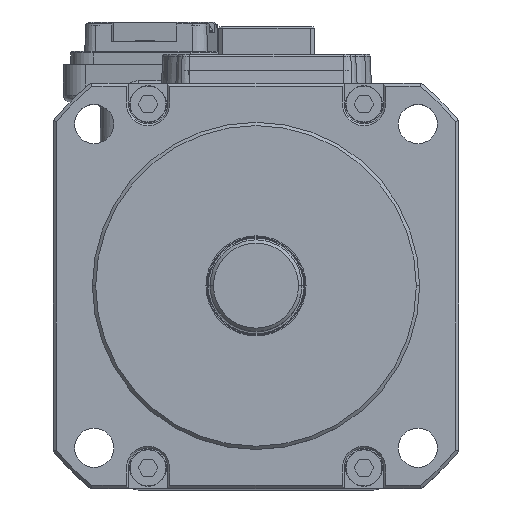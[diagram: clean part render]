
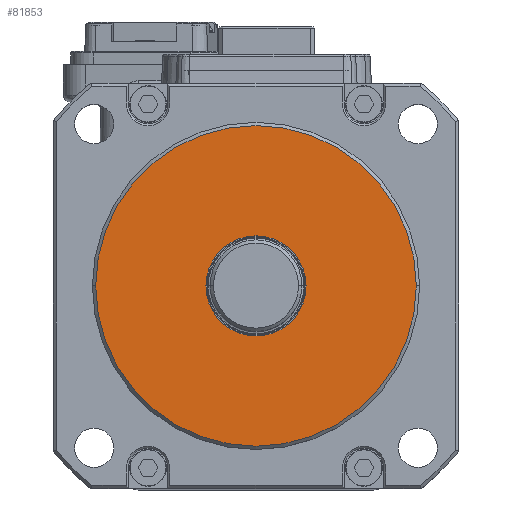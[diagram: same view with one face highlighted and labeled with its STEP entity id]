
A CAD part, top view. The second image highlights one B-rep face of the part: STEP entity #81853.
In plain terms, the highlighted planar face has unit normal (0, 0, 1).
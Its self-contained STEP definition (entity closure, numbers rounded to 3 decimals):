
#927 = AXIS2_PLACEMENT_3D ( 'NONE', #9723, #9706, #9691 ) ;
#943 = CIRCLE ( 'NONE', #927, 24.5 ) ;
#9691 = DIRECTION ( 'NONE',  ( 1., 0., 0. ) ) ;
#9706 = DIRECTION ( 'NONE',  ( 0., 0., 1. ) ) ;
#9723 = CARTESIAN_POINT ( 'NONE',  ( 0., 0., 45. ) ) ;
#10178 = CARTESIAN_POINT ( 'NONE',  ( 0., 0., 45. ) ) ;
#10182 = DIRECTION ( 'NONE',  ( 0., 0., 1. ) ) ;
#10197 = DIRECTION ( 'NONE',  ( 1., 0., 0. ) ) ;
#10412 = DIRECTION ( 'NONE',  ( 1., 0., 0. ) ) ;
#10424 = CARTESIAN_POINT ( 'NONE',  ( 0., 0., 45. ) ) ;
#10446 = DIRECTION ( 'NONE',  ( 0., 0., 1. ) ) ;
#16044 = CARTESIAN_POINT ( 'NONE',  ( 24.5, 0., 45. ) ) ;
#16068 = CARTESIAN_POINT ( 'NONE',  ( 7.65, 0., 45. ) ) ;
#16116 = CARTESIAN_POINT ( 'NONE',  ( -24.5, 0., 45. ) ) ;
#16222 = CARTESIAN_POINT ( 'NONE',  ( -7.65, 0., 45. ) ) ;
#27142 = EDGE_CURVE ( 'NONE', #41713, #41639, #86953, .T. ) ;
#41562 = VERTEX_POINT ( 'NONE', #16044 ) ;
#41565 = VERTEX_POINT ( 'NONE', #16116 ) ;
#41639 = VERTEX_POINT ( 'NONE', #16068 ) ;
#41713 = VERTEX_POINT ( 'NONE', #16222 ) ;
#46810 = AXIS2_PLACEMENT_3D ( 'NONE', #73537, #73570, #73514 ) ;
#50460 = CARTESIAN_POINT ( 'NONE',  ( 0., 0., 45. ) ) ;
#50494 = DIRECTION ( 'NONE',  ( 0., 0., 1. ) ) ;
#50499 = DIRECTION ( 'NONE',  ( 1., 0., 0. ) ) ;
#58999 = EDGE_CURVE ( 'NONE', #41565, #41562, #86435, .T. ) ;
#59117 = EDGE_CURVE ( 'NONE', #41639, #41713, #86432, .T. ) ;
#60134 = EDGE_CURVE ( 'NONE', #41562, #41565, #943, .T. ) ;
#62523 = EDGE_LOOP ( 'NONE', ( #76734, #76729 ) ) ;
#62654 = EDGE_LOOP ( 'NONE', ( #76906, #76781 ) ) ;
#73514 = DIRECTION ( 'NONE',  ( 1., 0., 0. ) ) ;
#73521 = FACE_OUTER_BOUND ( 'NONE', #62523, .T. ) ;
#73537 = CARTESIAN_POINT ( 'NONE',  ( 0., 0., 45. ) ) ;
#73552 = PLANE ( 'NONE',  #46810 ) ;
#73570 = DIRECTION ( 'NONE',  ( 0., 0., 1. ) ) ;
#73574 = FACE_BOUND ( 'NONE', #62654, .T. ) ;
#76729 = ORIENTED_EDGE ( 'NONE', *, *, #60134, .T. ) ;
#76734 = ORIENTED_EDGE ( 'NONE', *, *, #58999, .T. ) ;
#76781 = ORIENTED_EDGE ( 'NONE', *, *, #59117, .F. ) ;
#76906 = ORIENTED_EDGE ( 'NONE', *, *, #27142, .F. ) ;
#81853 = ADVANCED_FACE ( 'NONE', ( #73521, #73574 ), #73552, .T. ) ;
#86418 = AXIS2_PLACEMENT_3D ( 'NONE', #10424, #10446, #10412 ) ;
#86424 = AXIS2_PLACEMENT_3D ( 'NONE', #10178, #10182, #10197 ) ;
#86432 = CIRCLE ( 'NONE', #86418, 7.65 ) ;
#86435 = CIRCLE ( 'NONE', #86424, 24.5 ) ;
#86948 = AXIS2_PLACEMENT_3D ( 'NONE', #50460, #50494, #50499 ) ;
#86953 = CIRCLE ( 'NONE', #86948, 7.65 ) ;
